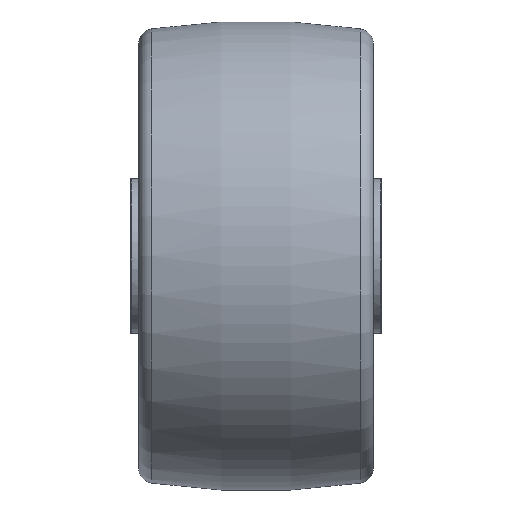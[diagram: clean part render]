
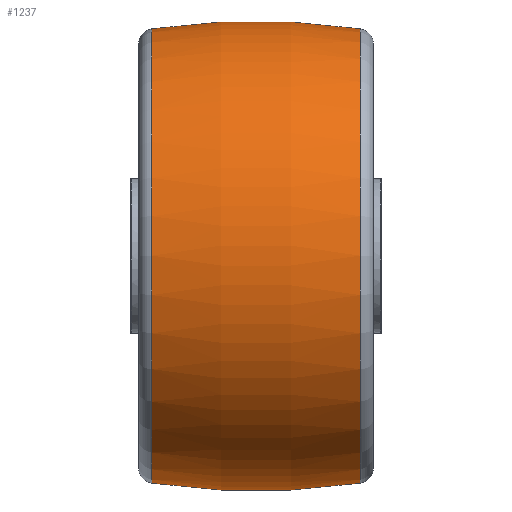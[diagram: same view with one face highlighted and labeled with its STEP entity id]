
A CAD part, top view. The second image highlights one B-rep face of the part: STEP entity #1237.
In plain terms, the highlighted toroidal (fillet/blend) face has major radius 30 mm and minor radius 45 mm.
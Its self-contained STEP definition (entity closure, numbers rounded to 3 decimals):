
#38 = AXIS2_PLACEMENT_3D ( 'NONE', #549, #1305, #1050 ) ;
#71 = DIRECTION ( 'NONE',  ( 0., -1., 0. ) ) ;
#119 = CARTESIAN_POINT ( 'NONE',  ( 0., 30., 0. ) ) ;
#126 = VERTEX_POINT ( 'NONE', #1488 ) ;
#197 = AXIS2_PLACEMENT_3D ( 'NONE', #711, #683, #71 ) ;
#336 = AXIS2_PLACEMENT_3D ( 'NONE', #119, #998, #1493 ) ;
#380 = AXIS2_PLACEMENT_3D ( 'NONE', #1309, #1194, #1533 ) ;
#450 = DIRECTION ( 'NONE',  ( 0., -1., 0. ) ) ;
#491 = EDGE_LOOP ( 'NONE', ( #1364, #1501, #503, #1384 ) ) ;
#503 = ORIENTED_EDGE ( 'NONE', *, *, #1515, .T. ) ;
#547 = EDGE_CURVE ( 'NONE', #1013, #1489, #610, .T. ) ;
#549 = CARTESIAN_POINT ( 'NONE',  ( 0., 0., 0. ) ) ;
#587 = AXIS2_PLACEMENT_3D ( 'NONE', #1575, #1196, #450 ) ;
#610 = CIRCLE ( 'NONE', #587, 45. ) ;
#620 = CIRCLE ( 'NONE', #197, 14.506 ) ;
#623 = CIRCLE ( 'NONE', #336, 45. ) ;
#636 = CARTESIAN_POINT ( 'NONE',  ( -6.648, -14.506, 0. ) ) ;
#683 = DIRECTION ( 'NONE',  ( -1., 0., 0. ) ) ;
#711 = CARTESIAN_POINT ( 'NONE',  ( 6.648, 0., 0. ) ) ;
#770 = EDGE_CURVE ( 'NONE', #126, #1150, #623, .T. ) ;
#969 = CIRCLE ( 'NONE', #380, 14.506 ) ;
#998 = DIRECTION ( 'NONE',  ( 0., 0., -1. ) ) ;
#1013 = VERTEX_POINT ( 'NONE', #1401 ) ;
#1050 = DIRECTION ( 'NONE',  ( 0., -1., 0. ) ) ;
#1068 = TOROIDAL_SURFACE ( 'NONE', #38, -30., 45. ) ;
#1150 = VERTEX_POINT ( 'NONE', #636 ) ;
#1194 = DIRECTION ( 'NONE',  ( 1., 0., 0. ) ) ;
#1196 = DIRECTION ( 'NONE',  ( 0., 0., 1. ) ) ;
#1237 = ADVANCED_FACE ( 'NONE', ( #1298 ), #1068, .T. ) ;
#1298 = FACE_OUTER_BOUND ( 'NONE', #491, .T. ) ;
#1305 = DIRECTION ( 'NONE',  ( -1., 0., 0. ) ) ;
#1309 = CARTESIAN_POINT ( 'NONE',  ( -6.648, 0., 0. ) ) ;
#1364 = ORIENTED_EDGE ( 'NONE', *, *, #1450, .T. ) ;
#1384 = ORIENTED_EDGE ( 'NONE', *, *, #770, .F. ) ;
#1401 = CARTESIAN_POINT ( 'NONE',  ( 6.648, 14.506, 0. ) ) ;
#1445 = CARTESIAN_POINT ( 'NONE',  ( -6.648, 14.506, 0. ) ) ;
#1450 = EDGE_CURVE ( 'NONE', #126, #1013, #620, .T. ) ;
#1488 = CARTESIAN_POINT ( 'NONE',  ( 6.648, -14.506, 0. ) ) ;
#1489 = VERTEX_POINT ( 'NONE', #1445 ) ;
#1493 = DIRECTION ( 'NONE',  ( -1., 0., 0. ) ) ;
#1501 = ORIENTED_EDGE ( 'NONE', *, *, #547, .T. ) ;
#1515 = EDGE_CURVE ( 'NONE', #1489, #1150, #969, .T. ) ;
#1533 = DIRECTION ( 'NONE',  ( 0., 1., 0. ) ) ;
#1575 = CARTESIAN_POINT ( 'NONE',  ( 0., -30., 0. ) ) ;
